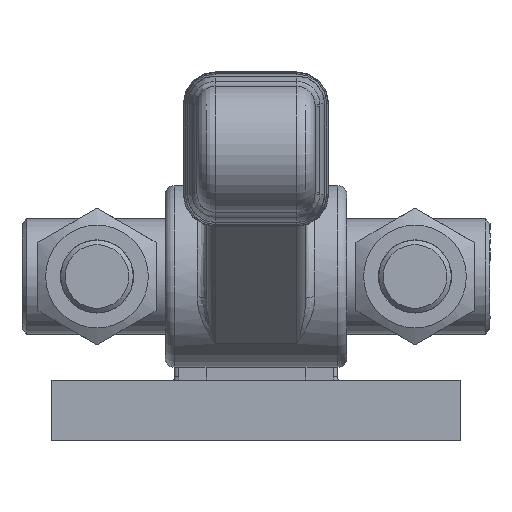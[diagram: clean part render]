
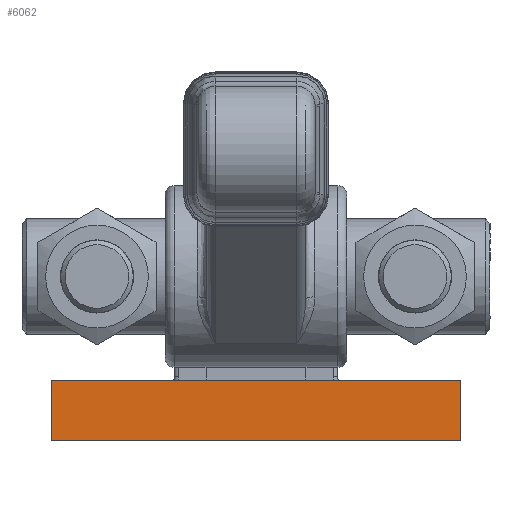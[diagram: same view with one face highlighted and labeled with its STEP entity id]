
A CAD part, front view. The second image highlights one B-rep face of the part: STEP entity #6062.
In plain terms, the highlighted planar face has unit normal (0, -1, 0).
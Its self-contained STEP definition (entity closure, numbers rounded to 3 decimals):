
#501=PLANE('',#6611);
#762=FACE_OUTER_BOUND('',#1148,.T.);
#1148=EDGE_LOOP('',(#4306,#4307,#4308,#4309));
#1552=LINE('',#9407,#1883);
#1574=LINE('',#9473,#1905);
#1577=LINE('',#9478,#1908);
#1578=LINE('',#9480,#1909);
#1883=VECTOR('',#7456,10.);
#1905=VECTOR('',#7526,10.);
#1908=VECTOR('',#7531,10.);
#1909=VECTOR('',#7534,10.);
#2699=VERTEX_POINT('',#9404);
#2700=VERTEX_POINT('',#9406);
#2720=VERTEX_POINT('',#9472);
#2721=VERTEX_POINT('',#9476);
#3280=EDGE_CURVE('',#2700,#2699,#1552,.T.);
#3313=EDGE_CURVE('',#2700,#2720,#1574,.T.);
#3316=EDGE_CURVE('',#2699,#2721,#1577,.T.);
#3317=EDGE_CURVE('',#2721,#2720,#1578,.T.);
#4306=ORIENTED_EDGE('',*,*,#3317,.T.);
#4307=ORIENTED_EDGE('',*,*,#3313,.F.);
#4308=ORIENTED_EDGE('',*,*,#3280,.T.);
#4309=ORIENTED_EDGE('',*,*,#3316,.T.);
#6062=ADVANCED_FACE('',(#762),#501,.T.);
#6611=AXIS2_PLACEMENT_3D('',#9479,#7532,#7533);
#7456=DIRECTION('',(1.,0.,0.));
#7526=DIRECTION('',(0.,0.,1.));
#7531=DIRECTION('',(0.,0.,1.));
#7532=DIRECTION('center_axis',(0.,-1.,0.));
#7533=DIRECTION('ref_axis',(0.,0.,-1.));
#7534=DIRECTION('',(-1.,0.,0.));
#9404=CARTESIAN_POINT('',(45.,0.,0.));
#9406=CARTESIAN_POINT('',(0.,0.,0.));
#9407=CARTESIAN_POINT('',(0.,0.,0.));
#9472=CARTESIAN_POINT('',(0.,0.,6.6));
#9473=CARTESIAN_POINT('',(0.,0.,0.));
#9476=CARTESIAN_POINT('',(45.,0.,6.6));
#9478=CARTESIAN_POINT('',(45.,0.,0.));
#9479=CARTESIAN_POINT('Origin',(45.,0.,0.));
#9480=CARTESIAN_POINT('',(0.,0.,6.6));
